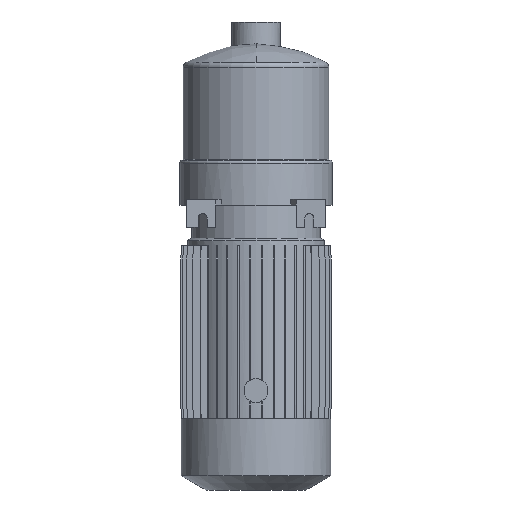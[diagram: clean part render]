
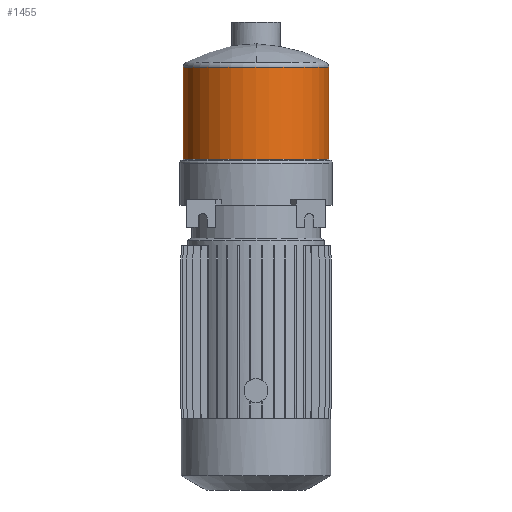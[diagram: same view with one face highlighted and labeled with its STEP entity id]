
A CAD part, front view. The second image highlights one B-rep face of the part: STEP entity #1455.
In plain terms, the highlighted cylindrical face has radius 76.5 mm (diameter 153 mm), a partial arc.
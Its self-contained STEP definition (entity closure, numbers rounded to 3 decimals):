
#1455 = ADVANCED_FACE ( 'NONE', ( #1660 ), #8574, .T. ) ;
#1660 = FACE_OUTER_BOUND ( 'NONE', #10985, .T. ) ;
#1961 = LINE ( 'NONE', #8982, #5698 ) ;
#2094 = AXIS2_PLACEMENT_3D ( 'NONE', #7706, #10340, #2471 ) ;
#2223 = CARTESIAN_POINT ( 'NONE',  ( 0., 0., -26.5 ) ) ;
#2471 = DIRECTION ( 'NONE',  ( 1., 0., 0. ) ) ;
#3169 = CIRCLE ( 'NONE', #9592, 76.5 ) ;
#3411 = DIRECTION ( 'NONE',  ( -1., 0., 0. ) ) ;
#3693 = CIRCLE ( 'NONE', #10114, 76.5 ) ;
#4554 = LINE ( 'NONE', #9098, #10322 ) ;
#4603 = DIRECTION ( 'NONE',  ( 0., 0., 1. ) ) ;
#5698 = VECTOR ( 'NONE', #4603, 1000. ) ;
#5991 = ORIENTED_EDGE ( 'NONE', *, *, #6921, .T. ) ;
#6101 = EDGE_CURVE ( 'NONE', #6376, #10502, #1961, .T. ) ;
#6376 = VERTEX_POINT ( 'NONE', #10320 ) ;
#6479 = DIRECTION ( 'NONE',  ( 0., 0., 1. ) ) ;
#6625 = CARTESIAN_POINT ( 'NONE',  ( 76.5, 0., 70.562 ) ) ;
#6921 = EDGE_CURVE ( 'NONE', #10502, #7267, #3693, .T. ) ;
#7267 = VERTEX_POINT ( 'NONE', #8293 ) ;
#7706 = CARTESIAN_POINT ( 'NONE',  ( 0., 0., 118. ) ) ;
#7761 = ORIENTED_EDGE ( 'NONE', *, *, #6101, .T. ) ;
#7952 = VERTEX_POINT ( 'NONE', #9818 ) ;
#8070 = EDGE_CURVE ( 'NONE', #7952, #6376, #3169, .T. ) ;
#8264 = DIRECTION ( 'NONE',  ( 1., 0., 0. ) ) ;
#8293 = CARTESIAN_POINT ( 'NONE',  ( -76.5, 0., 70.562 ) ) ;
#8574 = CYLINDRICAL_SURFACE ( 'NONE', #2094, 76.5 ) ;
#8644 = DIRECTION ( 'NONE',  ( 0., 0., -1. ) ) ;
#8918 = ORIENTED_EDGE ( 'NONE', *, *, #10236, .F. ) ;
#8982 = CARTESIAN_POINT ( 'NONE',  ( 76.5, 0., 118. ) ) ;
#9098 = CARTESIAN_POINT ( 'NONE',  ( -76.5, 0., 118. ) ) ;
#9592 = AXIS2_PLACEMENT_3D ( 'NONE', #2223, #6479, #8264 ) ;
#9818 = CARTESIAN_POINT ( 'NONE',  ( -76.5, 0., -26.5 ) ) ;
#10114 = AXIS2_PLACEMENT_3D ( 'NONE', #10537, #8644, #3411 ) ;
#10236 = EDGE_CURVE ( 'NONE', #7952, #7267, #4554, .T. ) ;
#10320 = CARTESIAN_POINT ( 'NONE',  ( 76.5, 0., -26.5 ) ) ;
#10322 = VECTOR ( 'NONE', #10762, 1000. ) ;
#10340 = DIRECTION ( 'NONE',  ( 0., 0., 1. ) ) ;
#10502 = VERTEX_POINT ( 'NONE', #6625 ) ;
#10537 = CARTESIAN_POINT ( 'NONE',  ( 0., 0., 70.562 ) ) ;
#10627 = ORIENTED_EDGE ( 'NONE', *, *, #8070, .T. ) ;
#10762 = DIRECTION ( 'NONE',  ( 0., 0., 1. ) ) ;
#10985 = EDGE_LOOP ( 'NONE', ( #8918, #10627, #7761, #5991 ) ) ;
